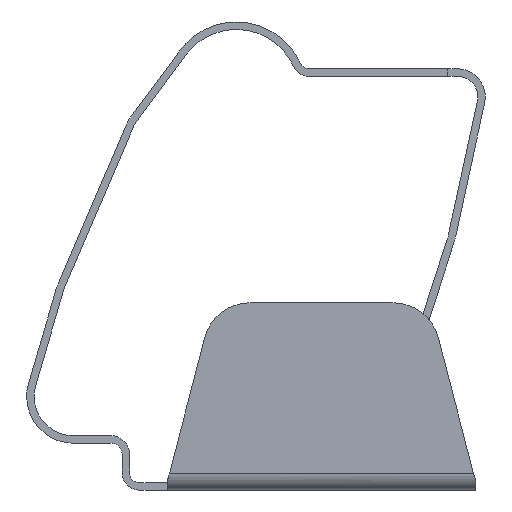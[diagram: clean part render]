
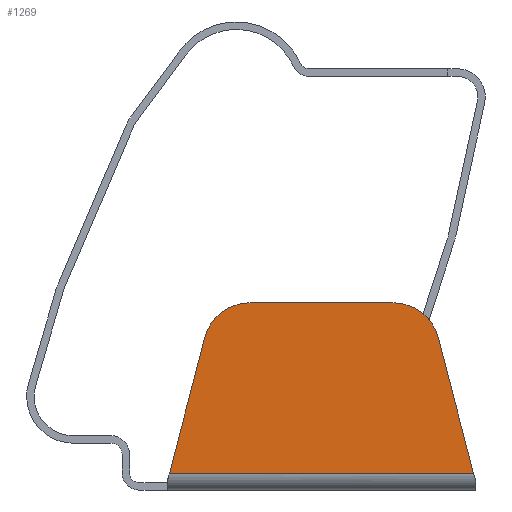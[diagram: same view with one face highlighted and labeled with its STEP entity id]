
A CAD part, front view. The second image highlights one B-rep face of the part: STEP entity #1269.
In plain terms, the highlighted face is planar.
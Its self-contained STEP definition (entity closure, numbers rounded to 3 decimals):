
#26=CIRCLE('',#1357,0.5);
#27=CIRCLE('',#1358,0.5);
#126=ORIENTED_EDGE('',*,*,#514,.T.);
#127=ORIENTED_EDGE('',*,*,#515,.F.);
#128=ORIENTED_EDGE('',*,*,#516,.T.);
#129=ORIENTED_EDGE('',*,*,#501,.F.);
#130=ORIENTED_EDGE('',*,*,#517,.T.);
#131=ORIENTED_EDGE('',*,*,#518,.T.);
#501=EDGE_CURVE('',#695,#696,#823,.T.);
#514=EDGE_CURVE('',#708,#709,#832,.T.);
#515=EDGE_CURVE('',#710,#709,#833,.T.);
#516=EDGE_CURVE('',#710,#696,#26,.T.);
#517=EDGE_CURVE('',#695,#711,#27,.T.);
#518=EDGE_CURVE('',#711,#708,#834,.T.);
#695=VERTEX_POINT('',#1876);
#696=VERTEX_POINT('',#1878);
#708=VERTEX_POINT('',#1906);
#709=VERTEX_POINT('',#1907);
#710=VERTEX_POINT('',#1909);
#711=VERTEX_POINT('',#1912);
#823=LINE('',#1877,#957);
#832=LINE('',#1905,#966);
#833=LINE('',#1908,#967);
#834=LINE('',#1913,#968);
#957=VECTOR('',#1483,1000.);
#966=VECTOR('',#1506,1000.);
#967=VECTOR('',#1507,1000.);
#968=VECTOR('',#1512,1000.);
#1093=EDGE_LOOP('',(#126,#127,#128,#129,#130,#131));
#1161=FACE_BOUND('',#1093,.T.);
#1228=PLANE('',#1356);
#1269=ADVANCED_FACE('',(#1161),#1228,.T.);
#1356=AXIS2_PLACEMENT_3D('',#1904,#1504,#1505);
#1357=AXIS2_PLACEMENT_3D('',#1910,#1508,#1509);
#1358=AXIS2_PLACEMENT_3D('',#1911,#1510,#1511);
#1483=DIRECTION('',(1.,0.,0.));
#1504=DIRECTION('',(0.,0.,1.));
#1505=DIRECTION('',(1.,0.,0.));
#1506=DIRECTION('',(1.,0.,0.));
#1507=DIRECTION('',(0.252,-0.968,0.));
#1508=DIRECTION('',(0.,0.,1.));
#1509=DIRECTION('',(1.,0.,0.));
#1510=DIRECTION('',(0.,0.,1.));
#1511=DIRECTION('',(1.,0.,0.));
#1512=DIRECTION('',(-0.252,-0.968,0.));
#1876=CARTESIAN_POINT('',(-11.797,18.381,1.5));
#1877=CARTESIAN_POINT('',(-11.797,18.381,1.5));
#1878=CARTESIAN_POINT('',(-10.27,18.381,1.5));
#1904=CARTESIAN_POINT('',(-20.,0.,1.5));
#1905=CARTESIAN_POINT('',(-20.,16.561,1.5));
#1906=CARTESIAN_POINT('',(-12.657,16.561,1.5));
#1907=CARTESIAN_POINT('',(-9.409,16.561,1.5));
#1908=CARTESIAN_POINT('',(-9.786,18.007,1.5));
#1909=CARTESIAN_POINT('',(-9.786,18.007,1.5));
#1910=CARTESIAN_POINT('',(-10.27,17.881,1.5));
#1911=CARTESIAN_POINT('',(-11.797,17.881,1.5));
#1912=CARTESIAN_POINT('',(-12.28,18.007,1.5));
#1913=CARTESIAN_POINT('',(-12.28,18.007,1.5));
